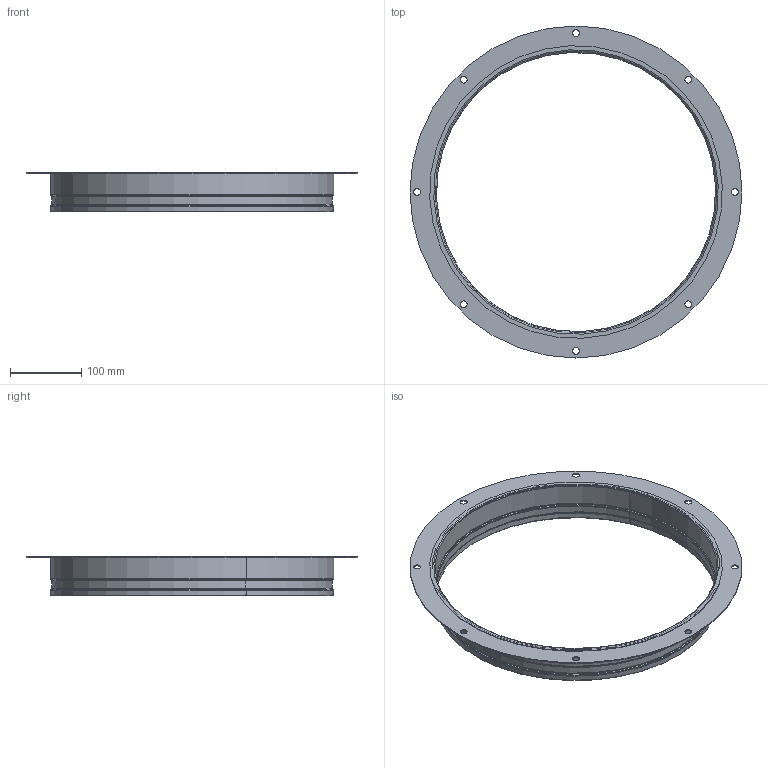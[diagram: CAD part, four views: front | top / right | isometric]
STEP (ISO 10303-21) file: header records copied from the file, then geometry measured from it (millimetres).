
FILE_DESCRIPTION (( 'STEP AP203' ), '1' );
FILE_NAME ('5BO8403_Round inlet adapter for AL400.STEP', '2022-02-21T13:15:23', ( '' ), ( '' ), 'SwSTEP 2.0', 'SolidWorks 2018', '' );
FILE_SCHEMA (( 'CONFIG_CONTROL_DESIGN' ));
Length unit declared in the file: millimetre
Products named in the file (3): H766; 5BO8403_Round inlet adapter for AL400; 5TR0017 - Tronchetto aspirante D.400
Assembly tree (2 placements, depth 2):
  5BO8403_Round inlet adapter for AL400
    H766
    5TR0017 - Tronchetto aspirante D.400
Bounding box: 465 x 465 x 55.8 mm (x, y, z)
Volume: 125197.7 mm3; surface area: 247160.1 mm2
Topology: 2 solids, 2 shells, 67 faces, 150 edges, 88 vertices
Faces by surface type: cylinder 30, torus 20, cone 12, plane 5
Entity records: 2229 total; most frequent: DIRECTION 402, CARTESIAN_POINT 310, ORIENTED_EDGE 300, AXIS2_PLACEMENT_3D 180, EDGE_CURVE 150, CIRCLE 108, VERTEX_POINT 88, EDGE_LOOP 88
